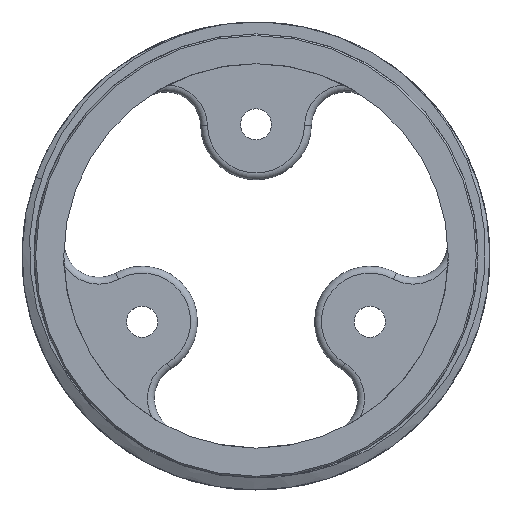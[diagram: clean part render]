
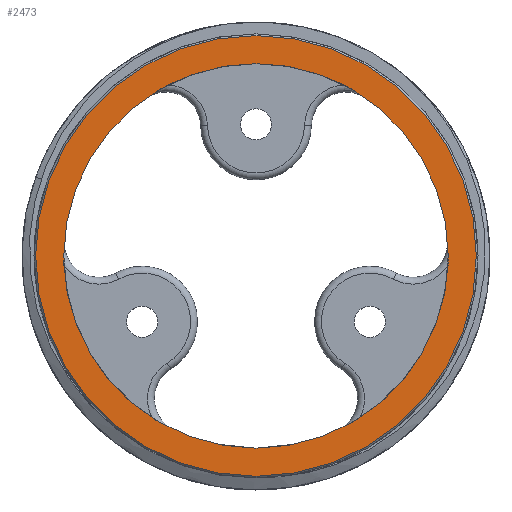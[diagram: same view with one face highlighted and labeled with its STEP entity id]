
A CAD part, top view. The second image highlights one B-rep face of the part: STEP entity #2473.
In plain terms, the highlighted planar face has unit normal (0, 0, 1).
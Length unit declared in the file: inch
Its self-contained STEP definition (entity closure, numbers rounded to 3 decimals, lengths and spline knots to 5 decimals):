
#995=CARTESIAN_POINT('',(0.,0.,0.));
#996=DIRECTION('',(0.,0.,-1.));
#997=DIRECTION('',(0.,-1.,0.));
#998=AXIS2_PLACEMENT_3D('',#995,#996,#997);
#1000=CARTESIAN_POINT('',(0.,0.,0.));
#1001=DIRECTION('',(0.,0.,-1.));
#1002=DIRECTION('',(0.,1.,0.));
#1003=AXIS2_PLACEMENT_3D('',#1000,#1001,#1002);
#1010=CARTESIAN_POINT('',(0.,0.,0.));
#1011=DIRECTION('',(0.,0.,-1.));
#1012=DIRECTION('',(0.,1.,0.));
#1013=AXIS2_PLACEMENT_3D('',#1010,#1011,#1012);
#1032=CARTESIAN_POINT('',(0.,0.,0.));
#1033=DIRECTION('',(0.,0.,1.));
#1034=DIRECTION('',(0.,1.,0.));
#1035=AXIS2_PLACEMENT_3D('',#1032,#1033,#1034);
#1100=CARTESIAN_POINT('',(0.,-1.988,0.));
#1101=CARTESIAN_POINT('',(0.,1.988,0.));
#1102=VERTEX_POINT('',#1100);
#1103=VERTEX_POINT('',#1101);
#1120=CARTESIAN_POINT('',(0.,1.73429,0.));
#1121=VERTEX_POINT('',#1120);
#1122=CARTESIAN_POINT('',(0.,-1.73429,0.));
#1123=VERTEX_POINT('',#1122);
#2458=CARTESIAN_POINT('',(0.,0.,0.));
#2459=DIRECTION('',(0.,0.,-1.));
#2460=DIRECTION('',(0.,-1.,0.));
#2461=AXIS2_PLACEMENT_3D('',#2458,#2459,#2460);
#2462=PLANE('',#2461);
#2463=ORIENTED_EDGE('',*,*,#2438,.T.);
#2464=ORIENTED_EDGE('',*,*,#2452,.T.);
#2465=EDGE_LOOP('',(#2463,#2464));
#2466=FACE_OUTER_BOUND('',#2465,.F.);
#2468=ORIENTED_EDGE('',*,*,#2467,.F.);
#2470=ORIENTED_EDGE('',*,*,#2469,.T.);
#2471=EDGE_LOOP('',(#2468,#2470));
#2472=FACE_BOUND('',#2471,.F.);
#2473=ADVANCED_FACE('',(#2466,#2472),#2462,.F.);
#999=CIRCLE('',#998,1.988);
#1004=CIRCLE('',#1003,1.988);
#1014=CIRCLE('',#1013,1.73429);
#1036=CIRCLE('',#1035,1.73429);
#2438=EDGE_CURVE('',#1102,#1103,#999,.T.);
#2452=EDGE_CURVE('',#1103,#1102,#1004,.T.);
#2467=EDGE_CURVE('',#1121,#1123,#1014,.T.);
#2469=EDGE_CURVE('',#1121,#1123,#1036,.T.);
